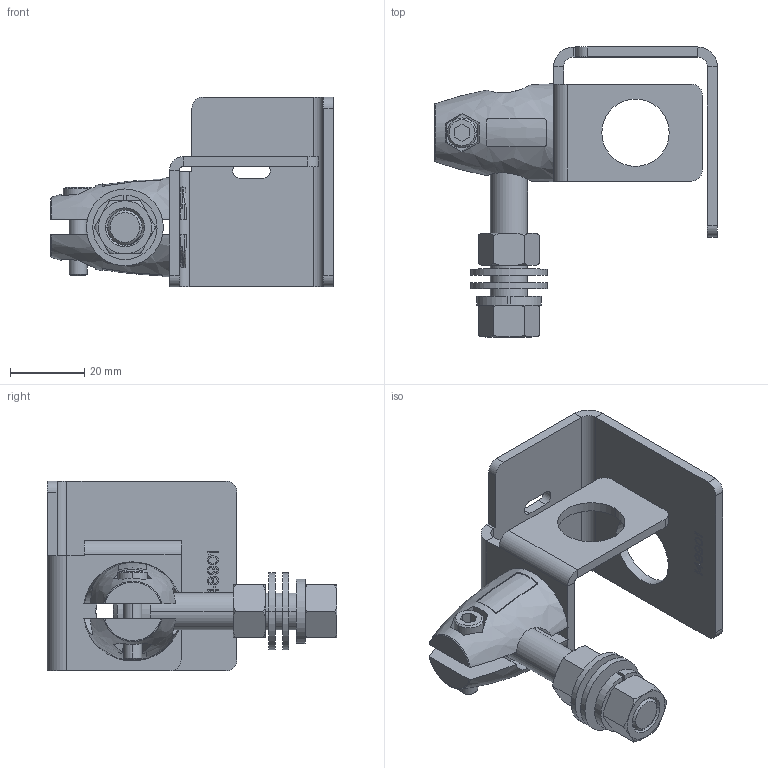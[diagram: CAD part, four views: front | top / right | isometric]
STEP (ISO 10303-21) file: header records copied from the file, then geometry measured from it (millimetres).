
FILE_DESCRIPTION((''),'2;1');
FILE_NAME('151200_SW','2010-10-11T',('banengservice'),('BANNER ENGINEERING'),'PRO/ENGINEER BY PARAMETRIC TECHNOLOGY CORPORATION, 2009141','PRO/ENGINEER BY PARAMETRIC TECHNOLOGY CORPORATION, 2009141','');
FILE_SCHEMA(('CONFIG_CONTROL_DESIGN'));
Length unit declared in the file: inch
Products named in the file (1): 151200_SW
Bounding box: 75.97 x 77.84 x 51 mm (x, y, z)
Volume: 32393.5 mm3; surface area: 21841.5 mm2
Topology: 3 solids, 3 shells, 468 faces, 1239 edges, 798 vertices
Faces by surface type: plane 341, cylinder 66, torus 26, cone 20, bspline 11, sphere 4
Entity records: 16189 total; most frequent: CARTESIAN_POINT 4663, ORIENTED_EDGE 2478, DIRECTION 2216, EDGE_CURVE 1239, VECTOR 908, LINE 908, VERTEX_POINT 798, AXIS2_PLACEMENT_3D 654
